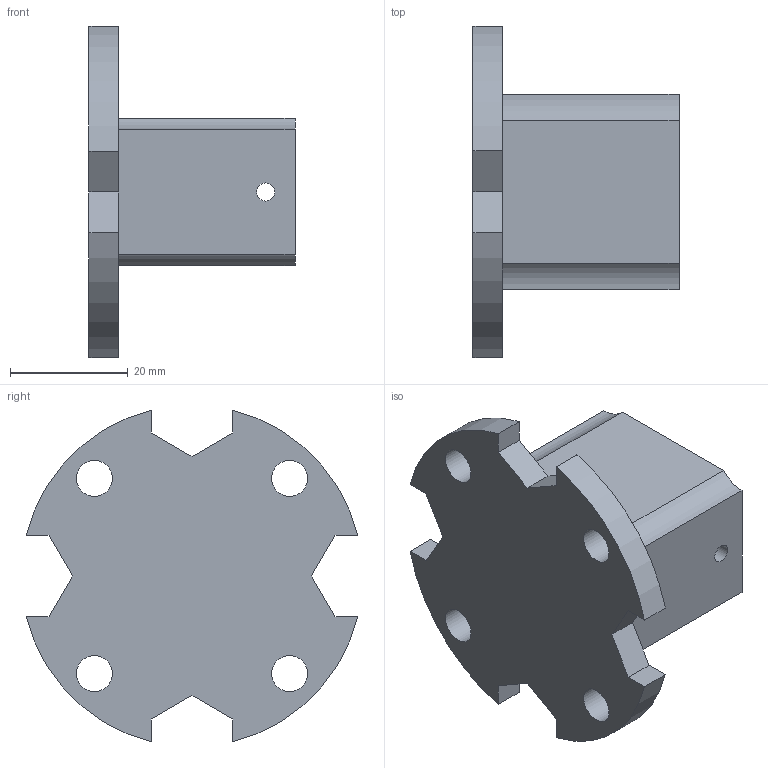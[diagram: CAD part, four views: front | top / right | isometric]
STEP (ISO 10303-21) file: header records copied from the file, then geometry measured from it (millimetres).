
FILE_DESCRIPTION(/* description */ (''),/* implementation_level */ '2;1');
FILE_NAME(/* name */ 'GearBox_Axle_Conector.step',/* time_stamp */ '2025-05-04T16:48:57+02:00',/* author */ (''),/* organization */ (''),/* preprocessor_version */ 'ST-DEVELOPER v20.1',/* originating_system */ 'Autodesk Translation Framework v14.4.0.0',/* authorisation */ '');
FILE_SCHEMA (('AUTOMOTIVE_DESIGN { 1 0 10303 214 3 1 1 }'));
Length unit declared in the file: millimetre
Products named in the file (2): GearBox_Axle_Conector; Component2
Assembly tree (1 placements, depth 2):
  GearBox_Axle_Conector
    Component2
Bounding box: 35 x 56.32 x 56.32 mm (x, y, z)
Volume: 25507.2 mm3; surface area: 11526.9 mm2
Topology: 1 solids, 1 shells, 54 faces, 144 edges, 96 vertices
Faces by surface type: plane 38, cylinder 16
Full cylindrical faces by diameter (mm): 3.1 x4, 6.1 x4
Entity records: 1772 total; most frequent: CARTESIAN_POINT 297, DIRECTION 290, ORIENTED_EDGE 288, EDGE_CURVE 144, LINE 112, VECTOR 112, VERTEX_POINT 96, AXIS2_PLACEMENT_3D 89
